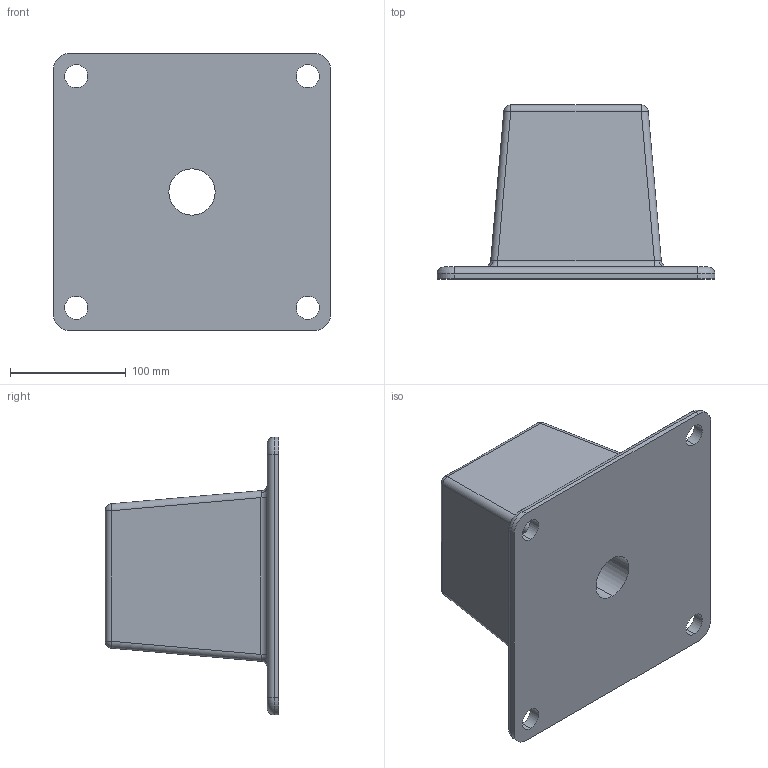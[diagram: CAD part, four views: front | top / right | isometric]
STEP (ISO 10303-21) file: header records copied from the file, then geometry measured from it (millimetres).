
FILE_DESCRIPTION (( 'STEP AP203' ), '1' );
FILE_NAME ('Base_Default_sldprt.STEP', '2023-11-28T09:58:05', ( '' ), ( '' ), 'SwSTEP 2.0', 'SolidWorks 2018', '' );
FILE_SCHEMA (( 'CONFIG_CONTROL_DESIGN' ));
Length unit declared in the file: millimetre
Products named in the file (1): Base_Default_sldprt
Bounding box: 240 x 150 x 240 mm (x, y, z)
Volume: 2958773.9 mm3; surface area: 204204.1 mm2
Topology: 1 solids, 1 shells, 57 faces, 138 edges, 80 vertices
Faces by surface type: cylinder 30, plane 11, bspline 8, torus 4, sphere 4
Entity records: 1829 total; most frequent: CARTESIAN_POINT 456, DIRECTION 282, ORIENTED_EDGE 268, EDGE_CURVE 134, AXIS2_PLACEMENT_3D 114, VERTEX_POINT 80, EDGE_LOOP 68, CIRCLE 64
